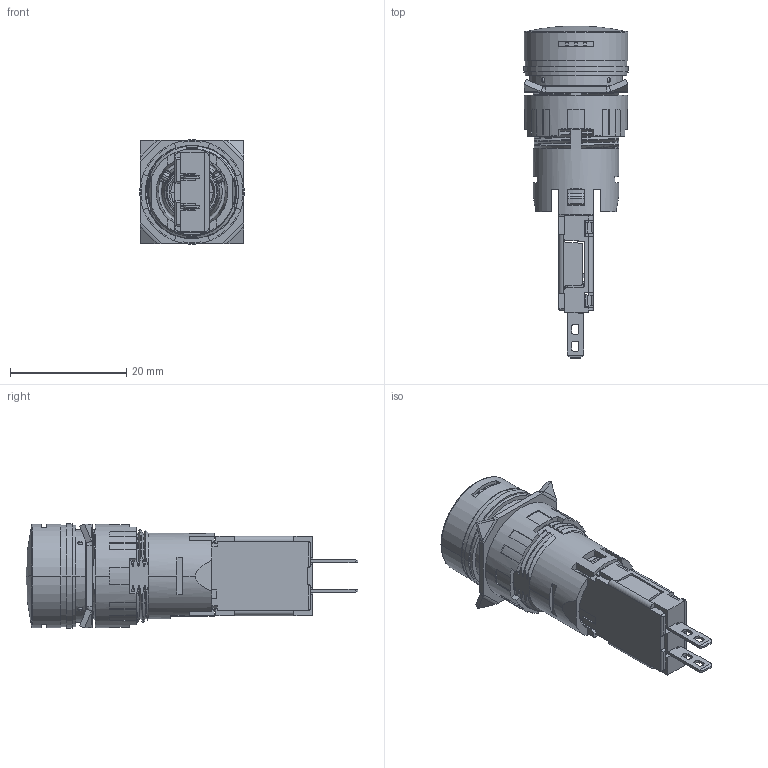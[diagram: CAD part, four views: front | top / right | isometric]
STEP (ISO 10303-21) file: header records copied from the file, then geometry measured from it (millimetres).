
FILE_DESCRIPTION((''),'2;1');
FILE_NAME('152926700A53_SW0001','2020-12-08T08:00:43',('SESA46431'),('Schneider-Electric'),'CREO PARAMETRIC BY PTC INC, 2019164','CREO PARAMETRIC BY PTC INC, 2019164','');
FILE_SCHEMA(('AP242_MANAGED_MODEL_BASED_3D_ENGINEERING_MIM_LF { 1 0 10303 442 1 1 4 }'));
Products named in the file (1): 152926700A53_SW0001
Bounding box: 17.95 x 57 x 17.95 mm (x, y, z)
Volume: 4278.6 mm3; surface area: 8277.7 mm2
Topology: 2 solids, 2 shells, 1204 faces, 3571 edges, 2306 vertices
Faces by surface type: plane 649, cylinder 255, bspline 200, cone 65, torus 23, sphere 12
Entity records: 79115 total; most frequent: CARTESIAN_POINT 46498, ORIENTED_EDGE 7118, DIRECTION 5533, EDGE_CURVE 3559, VERTEX_POINT 2306, VECTOR 2143, LINE 2143, AXIS2_PLACEMENT_3D 1695
